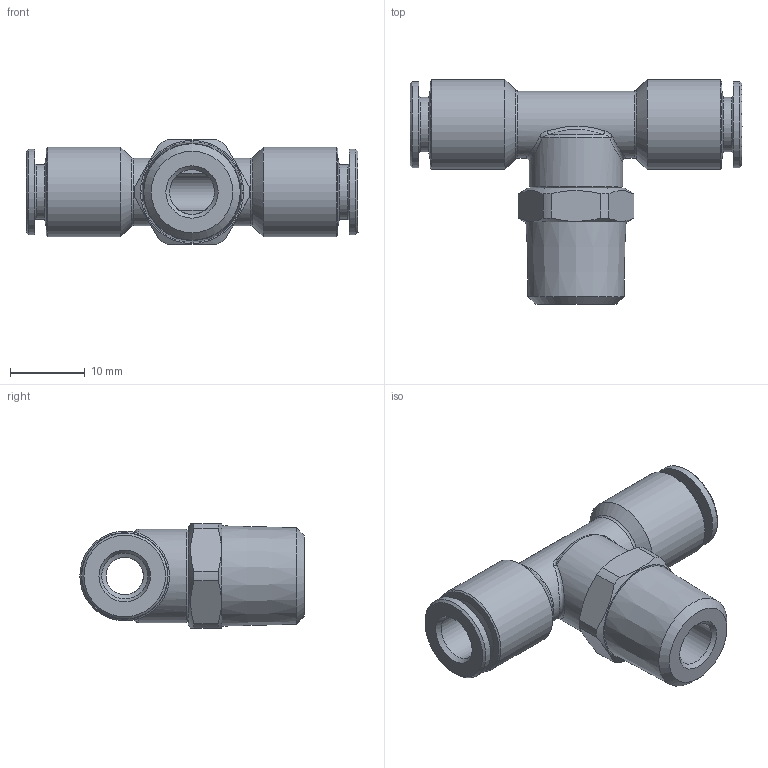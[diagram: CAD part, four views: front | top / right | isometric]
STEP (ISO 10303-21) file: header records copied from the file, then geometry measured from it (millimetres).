
FILE_DESCRIPTION(( 'MA.20.06.14.stp' ), '1');
FILE_NAME( 'MA.20.06.14.stp', '2019-06-19T15:01:46',( 'Sopra'),('sopra-pneumatic.com'), 'SwSTEP 2.0','SolidWorks 2009','' );
FILE_SCHEMA( ( 'CONFIG_CONTROL_DESIGN' ) );
Length unit declared in the file: millimetre
Products named in the file (1): NONE
Bounding box: 44.4 x 30 x 14 mm (x, y, z)
Volume: 4953.5 mm3; surface area: 4007.1 mm2
Topology: 1 solids, 1 shells, 69 faces, 157 edges, 97 vertices
Faces by surface type: cone 22, cylinder 18, plane 17, bspline 8, torus 4
Full cylindrical faces by diameter (mm): 5 x1, 6 x1, 6.15 x2, 7.3 x2, 9 x1, 11.5 x2, 12 x2, 12.5 x1
Entity records: 2309 total; most frequent: CARTESIAN_POINT 929, DIRECTION 272, ORIENTED_EDGE 234, AXIS2_PLACEMENT_3D 129, EDGE_CURVE 117, EDGE_LOOP 114, VERTEX_POINT 91, FACE_OUTER_BOUND 83
